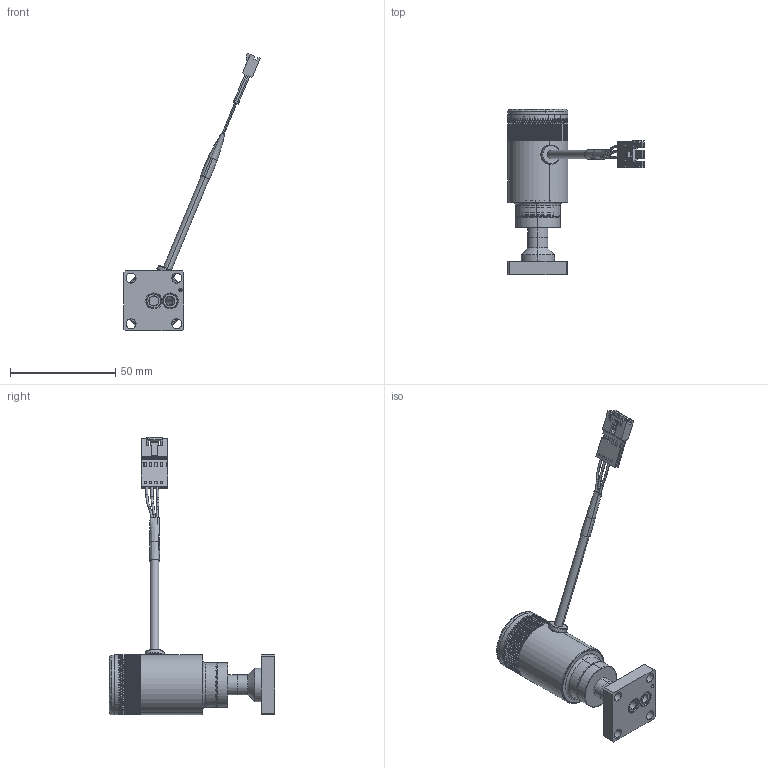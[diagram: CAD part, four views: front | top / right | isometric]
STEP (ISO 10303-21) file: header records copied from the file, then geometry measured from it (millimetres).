
FILE_DESCRIPTION (( 'STEP AP203' ), '1' );
FILE_NAME ('GID-M-CS.STEP', '2018-12-10T15:39:48', ( 'mrutkowski' ), ( 'Hewlett-Packard Company' ), 'SwSTEP 2.0', 'SolidWorks 2017', '' );
FILE_SCHEMA (( 'CONFIG_CONTROL_DESIGN' ));
Length unit declared in the file: inch
Products named in the file (1): GID-M-CS
Bounding box: 64.82 x 78.57 x 132.18 mm (x, y, z)
Volume: 16805.1 mm3; surface area: 21077.3 mm2
Topology: 14 solids, 14 shells, 1811 faces, 4601 edges, 2917 vertices
Faces by surface type: plane 863, bspline 546, cylinder 372, torus 16, cone 14
Entity records: 72858 total; most frequent: CARTESIAN_POINT 32563, ORIENTED_EDGE 9194, DIRECTION 6856, EDGE_CURVE 4597, VERTEX_POINT 2917, LINE 2692, VECTOR 2692, AXIS2_PLACEMENT_3D 2082
